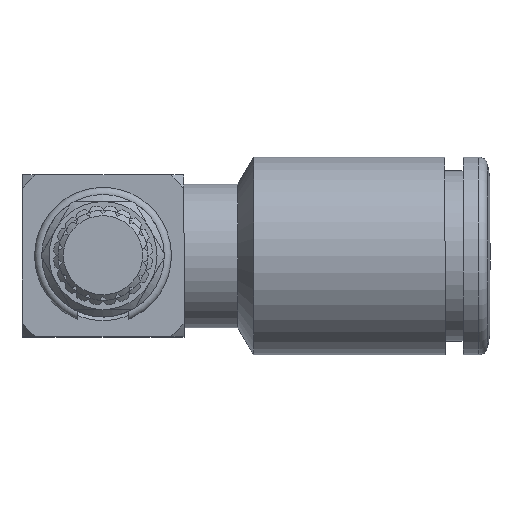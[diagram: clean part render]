
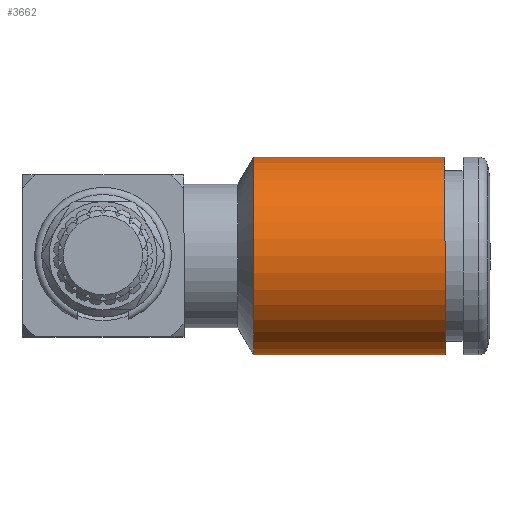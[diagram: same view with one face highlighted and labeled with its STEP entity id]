
A CAD part, top view. The second image highlights one B-rep face of the part: STEP entity #3662.
In plain terms, the highlighted cylindrical face has radius 5.5 mm (diameter 11 mm), a full revolution.
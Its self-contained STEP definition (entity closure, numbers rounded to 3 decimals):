
#424=CYLINDRICAL_SURFACE('',#4069,5.5);
#703=FACE_BOUND('',#1306,.T.);
#1001=FACE_OUTER_BOUND('',#1305,.T.);
#1305=EDGE_LOOP('',(#2281));
#1306=EDGE_LOOP('',(#2282));
#2281=ORIENTED_EDGE('',*,*,#2838,.F.);
#2282=ORIENTED_EDGE('',*,*,#2837,.T.);
#2837=EDGE_CURVE('',#3211,#3211,#3411,.T.);
#2838=EDGE_CURVE('',#3212,#3212,#3412,.T.);
#3211=VERTEX_POINT('',#8103);
#3212=VERTEX_POINT('',#8106);
#3411=CIRCLE('',#4068,5.5);
#3412=CIRCLE('',#4070,5.5);
#3662=ADVANCED_FACE('',(#1001,#703),#424,.T.);
#4068=AXIS2_PLACEMENT_3D('',#8104,#4998,#4999);
#4069=AXIS2_PLACEMENT_3D('',#8105,#5000,#5001);
#4070=AXIS2_PLACEMENT_3D('',#8107,#5002,#5003);
#4998=DIRECTION('center_axis',(-1.,0.,0.));
#4999=DIRECTION('ref_axis',(0.,0.,
-1.));
#5000=DIRECTION('center_axis',(1.,0.,0.));
#5001=DIRECTION('ref_axis',(0.,0.,-1.));
#5002=DIRECTION('center_axis',(-1.,0.,0.));
#5003=DIRECTION('ref_axis',(0.,0.,
-1.));
#8103=CARTESIAN_POINT('',(30.963,14.563,30.497));
#8104=CARTESIAN_POINT('Origin',(30.963,14.563,35.997));
#8105=CARTESIAN_POINT('Origin',(20.33,14.563,35.997));
#8106=CARTESIAN_POINT('',(20.33,14.563,30.497));
#8107=CARTESIAN_POINT('Origin',(20.33,14.563,35.997));
